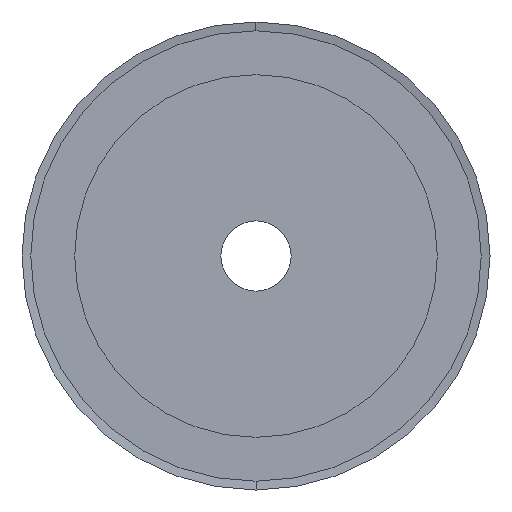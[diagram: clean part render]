
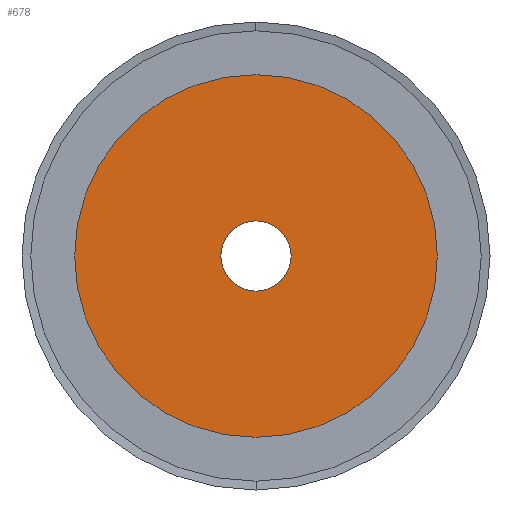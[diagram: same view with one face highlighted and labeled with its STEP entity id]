
A CAD part, left-side view. The second image highlights one B-rep face of the part: STEP entity #678.
In plain terms, the highlighted planar face has unit normal (-1, 0, 0).
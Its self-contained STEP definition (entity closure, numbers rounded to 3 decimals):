
#678=ADVANCED_FACE('',(#1356,#1357),#1358,.T.);
#1356=FACE_OUTER_BOUND('',#2028,.T.);
#1357=FACE_BOUND('',#2029,.T.);
#1358=PLANE('',#2030);
#2028=EDGE_LOOP('',(#4154,#4155));
#2029=EDGE_LOOP('',(#4156,#4157));
#2030=AXIS2_PLACEMENT_3D('',#4158,#4159,#4160);
#4154=ORIENTED_EDGE('',*,*,#4187,.F.);
#4155=ORIENTED_EDGE('',*,*,#5007,.F.);
#4156=ORIENTED_EDGE('',*,*,#4174,.T.);
#4157=ORIENTED_EDGE('',*,*,#5013,.T.);
#4158=CARTESIAN_POINT('',(-30.0,0.0,-14.5));
#4159=DIRECTION('',(-1.0,0.0,0.0));
#4160=DIRECTION('',(0.0,0.0,1.0));
#4174=EDGE_CURVE('',#5020,#5024,#5026,.T.);
#4187=EDGE_CURVE('',#5044,#5047,#5048,.T.);
#5007=EDGE_CURVE('',#5047,#5044,#6271,.T.);
#5013=EDGE_CURVE('',#5024,#5020,#6277,.T.);
#5020=VERTEX_POINT('',#6284);
#5024=VERTEX_POINT('',#6289);
#5026=CIRCLE('',#6292,6.0);
#5044=VERTEX_POINT('',#6314);
#5047=VERTEX_POINT('',#6318);
#5048=CIRCLE('',#6319,31.0);
#6271=CIRCLE('',#7843,31.0);
#6277=CIRCLE('',#7849,6.0);
#6284=CARTESIAN_POINT('',(-30.0,0.0,-6.0));
#6289=CARTESIAN_POINT('',(-30.0,0.,6.0));
#6292=AXIS2_PLACEMENT_3D('',#7859,#7860,#7861);
#6314=CARTESIAN_POINT('',(-30.0,0.0,-31.0));
#6318=CARTESIAN_POINT('',(-30.0,0.,31.0));
#6319=AXIS2_PLACEMENT_3D('',#7879,#7880,#7881);
#7843=AXIS2_PLACEMENT_3D('',#9110,#9111,#9112);
#7849=AXIS2_PLACEMENT_3D('',#9116,#9117,#9118);
#7859=CARTESIAN_POINT('',(-30.0,0.0,0.0));
#7860=DIRECTION('',(1.0,-0.0,0.0));
#7861=DIRECTION('',(0.0,0.0,-1.0));
#7879=CARTESIAN_POINT('',(-30.0,0.0,0.0));
#7880=DIRECTION('',(1.0,0.0,0.0));
#7881=DIRECTION('',(0.0,0.0,-1.0));
#9110=CARTESIAN_POINT('',(-30.0,0.0,0.0));
#9111=DIRECTION('',(1.0,0.0,0.0));
#9112=DIRECTION('',(0.0,0.0,-1.0));
#9116=CARTESIAN_POINT('',(-30.0,0.0,0.0));
#9117=DIRECTION('',(1.0,-0.0,0.0));
#9118=DIRECTION('',(0.0,0.0,-1.0));
